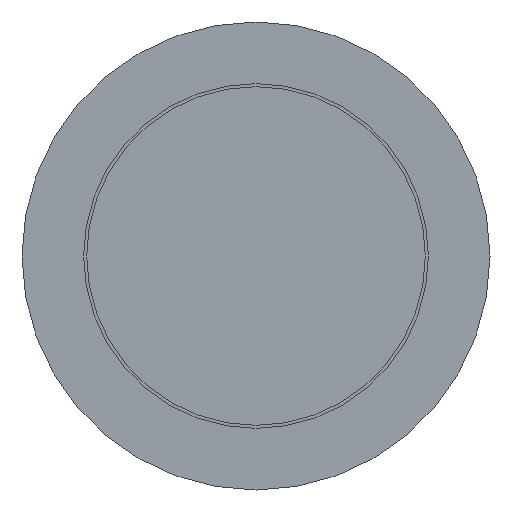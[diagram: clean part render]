
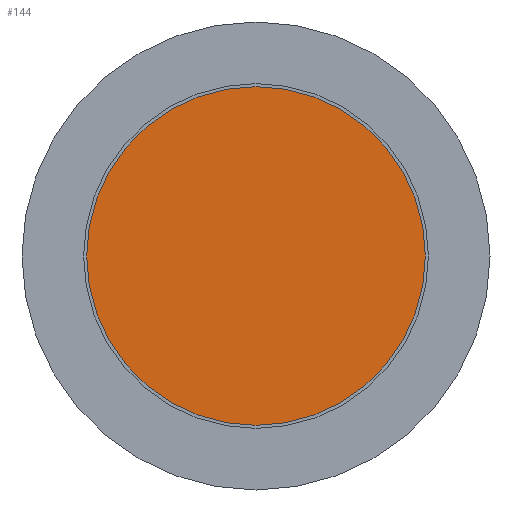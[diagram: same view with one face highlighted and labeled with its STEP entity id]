
A CAD part, front view. The second image highlights one B-rep face of the part: STEP entity #144.
In plain terms, the highlighted planar face has unit normal (0, -1, 0).
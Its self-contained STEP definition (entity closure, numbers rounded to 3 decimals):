
#62 = CARTESIAN_POINT ( 'NONE',  ( 0., 0., -13.75 ) ) ;
#72 = AXIS2_PLACEMENT_3D ( 'NONE', #108, #458, #330 ) ;
#94 = CIRCLE ( 'NONE', #552, 13.75 ) ;
#108 = CARTESIAN_POINT ( 'NONE',  ( -13.75, 0., 0. ) ) ;
#112 = VERTEX_POINT ( 'NONE', #62 ) ;
#144 = ADVANCED_FACE ( 'NONE', ( #491 ), #328, .F. ) ;
#180 = DIRECTION ( 'NONE',  ( 0., -1., 0. ) ) ;
#183 = EDGE_LOOP ( 'NONE', ( #514 ) ) ;
#305 = DIRECTION ( 'NONE',  ( 0., 0., -1. ) ) ;
#328 = PLANE ( 'NONE',  #72 ) ;
#330 = DIRECTION ( 'NONE',  ( 0., 0., 1. ) ) ;
#393 = CARTESIAN_POINT ( 'NONE',  ( 0., 0., 0. ) ) ;
#430 = EDGE_CURVE ( 'NONE', #112, #112, #94, .T. ) ;
#458 = DIRECTION ( 'NONE',  ( 0., 1., 0. ) ) ;
#491 = FACE_OUTER_BOUND ( 'NONE', #183, .T. ) ;
#514 = ORIENTED_EDGE ( 'NONE', *, *, #430, .T. ) ;
#552 = AXIS2_PLACEMENT_3D ( 'NONE', #393, #180, #305 ) ;
